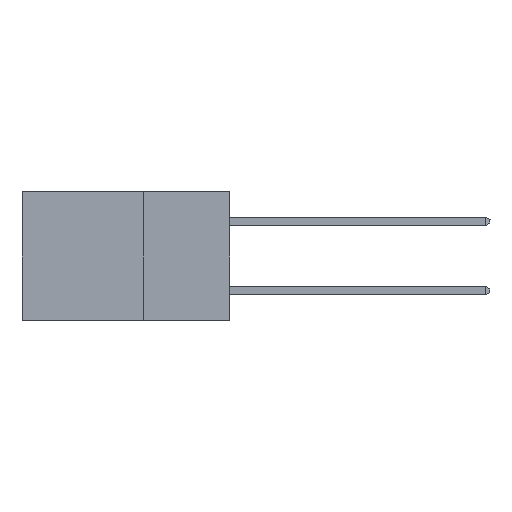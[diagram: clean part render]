
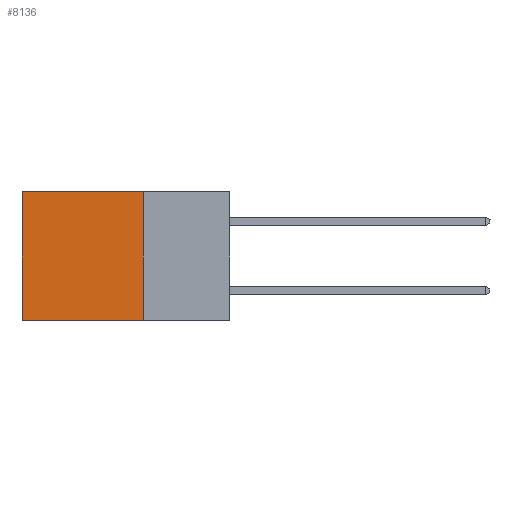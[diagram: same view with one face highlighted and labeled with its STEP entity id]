
A CAD part, left-side view. The second image highlights one B-rep face of the part: STEP entity #8136.
In plain terms, the highlighted planar face has unit normal (-1, 0, 0).
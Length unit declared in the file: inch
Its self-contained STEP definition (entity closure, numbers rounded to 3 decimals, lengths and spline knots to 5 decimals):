
#147 = LINE ( 'NONE', #1625, #4918 ) ;
#326 = ORIENTED_EDGE ( 'NONE', *, *, #7052, .T. ) ;
#377 = AXIS2_PLACEMENT_3D ( 'NONE', #6528, #9658, #2640 ) ;
#1461 = CARTESIAN_POINT ( 'NONE',  ( 0.2615, 0.25, -0.37 ) ) ;
#1625 = CARTESIAN_POINT ( 'NONE',  ( 0.2615, 0.25, 0. ) ) ;
#1945 = VECTOR ( 'NONE', #3806, 39.37008 ) ;
#2209 = ORIENTED_EDGE ( 'NONE', *, *, #7231, .F. ) ;
#2229 = LINE ( 'NONE', #3752, #1945 ) ;
#2256 = EDGE_LOOP ( 'NONE', ( #9782, #7902, #2209, #326 ) ) ;
#2599 = VERTEX_POINT ( 'NONE', #8327 ) ;
#2640 = DIRECTION ( 'NONE',  ( 0., 0., -1. ) ) ;
#2909 = EDGE_CURVE ( 'NONE', #6337, #2599, #2229, .T. ) ;
#2961 = CARTESIAN_POINT ( 'NONE',  ( 0.2615, 0.25, 0. ) ) ;
#3167 = VECTOR ( 'NONE', #3169, 39.37008 ) ;
#3169 = DIRECTION ( 'NONE',  ( 0., 0., -1. ) ) ;
#3175 = VERTEX_POINT ( 'NONE', #7626 ) ;
#3752 = CARTESIAN_POINT ( 'NONE',  ( 0.2615, 0.25, -0.37 ) ) ;
#3806 = DIRECTION ( 'NONE',  ( 0., 1., 0. ) ) ;
#4006 = LINE ( 'NONE', #6245, #3167 ) ;
#4012 = DIRECTION ( 'NONE',  ( 0., 1., 0. ) ) ;
#4460 = VECTOR ( 'NONE', #8312, 39.37008 ) ;
#4918 = VECTOR ( 'NONE', #4012, 39.37008 ) ;
#5035 = FACE_OUTER_BOUND ( 'NONE', #2256, .T. ) ;
#5134 = CARTESIAN_POINT ( 'NONE',  ( 0.2615, 0.25, -0.37 ) ) ;
#5141 = PLANE ( 'NONE',  #377 ) ;
#6245 = CARTESIAN_POINT ( 'NONE',  ( 0.2615, 0.6, -0.37 ) ) ;
#6337 = VERTEX_POINT ( 'NONE', #5134 ) ;
#6528 = CARTESIAN_POINT ( 'NONE',  ( 0.2615, 0.25, -0.37 ) ) ;
#7052 = EDGE_CURVE ( 'NONE', #9394, #3175, #147, .T. ) ;
#7231 = EDGE_CURVE ( 'NONE', #9394, #6337, #8484, .T. ) ;
#7626 = CARTESIAN_POINT ( 'NONE',  ( 0.2615, 0.6, 0. ) ) ;
#7902 = ORIENTED_EDGE ( 'NONE', *, *, #2909, .F. ) ;
#8136 = ADVANCED_FACE ( 'NONE', ( #5035 ), #5141, .F. ) ;
#8312 = DIRECTION ( 'NONE',  ( 0., 0., -1. ) ) ;
#8327 = CARTESIAN_POINT ( 'NONE',  ( 0.2615, 0.6, -0.37 ) ) ;
#8484 = LINE ( 'NONE', #1461, #4460 ) ;
#9149 = EDGE_CURVE ( 'NONE', #3175, #2599, #4006, .T. ) ;
#9394 = VERTEX_POINT ( 'NONE', #2961 ) ;
#9658 = DIRECTION ( 'NONE',  ( 1., 0., 0. ) ) ;
#9782 = ORIENTED_EDGE ( 'NONE', *, *, #9149, .T. ) ;
